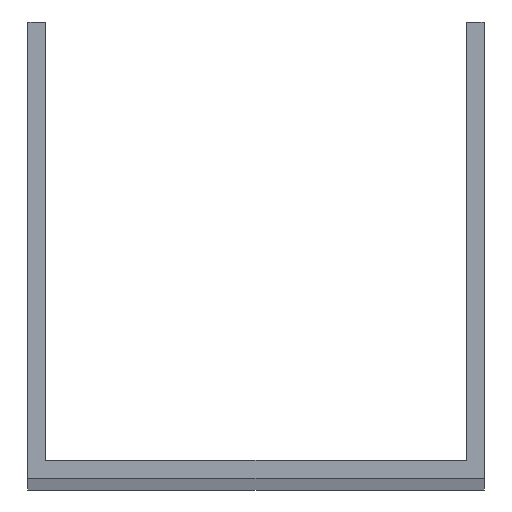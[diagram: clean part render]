
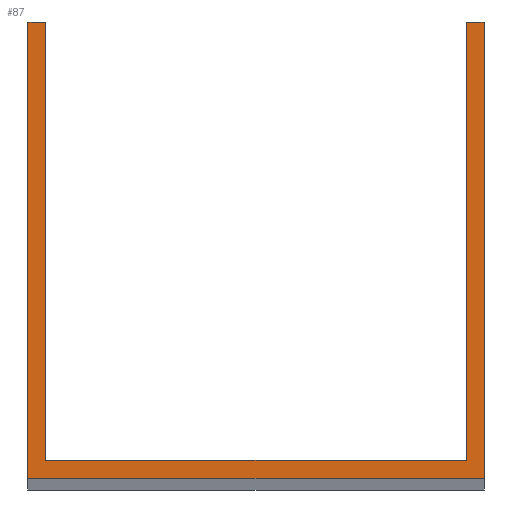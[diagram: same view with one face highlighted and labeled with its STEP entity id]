
A CAD part, top view. The second image highlights one B-rep face of the part: STEP entity #87.
In plain terms, the highlighted planar face has unit normal (0, 0, 1).
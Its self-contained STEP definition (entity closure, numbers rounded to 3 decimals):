
#12 = LINE ( 'NONE', #479, #510 ) ;
#14 = DIRECTION ( 'NONE',  ( 0., 0., 1. ) ) ;
#23 = CARTESIAN_POINT ( 'NONE',  ( 27.236, -12.515, 750. ) ) ;
#32 = VECTOR ( 'NONE', #433, 1000. ) ;
#49 = VECTOR ( 'NONE', #517, 1000. ) ;
#50 = VECTOR ( 'NONE', #582, 1000. ) ;
#54 = CARTESIAN_POINT ( 'NONE',  ( -23.564, -12.515, 750. ) ) ;
#68 = EDGE_CURVE ( 'NONE', #457, #113, #174, .T. ) ;
#76 = CARTESIAN_POINT ( 'NONE',  ( 25.236, 38.285, 750. ) ) ;
#87 = ADVANCED_FACE ( 'NONE', ( #324 ), #268, .T. ) ;
#93 = AXIS2_PLACEMENT_3D ( 'NONE', #469, #14, #160 ) ;
#101 = EDGE_CURVE ( 'NONE', #599, #493, #243, .T. ) ;
#112 = EDGE_CURVE ( 'NONE', #637, #429, #436, .T. ) ;
#113 = VERTEX_POINT ( 'NONE', #576 ) ;
#115 = DIRECTION ( 'NONE',  ( 0., -1., 0. ) ) ;
#116 = CARTESIAN_POINT ( 'NONE',  ( -23.564, 38.285, 750. ) ) ;
#123 = ORIENTED_EDGE ( 'NONE', *, *, #478, .F. ) ;
#135 = VECTOR ( 'NONE', #115, 1000. ) ;
#160 = DIRECTION ( 'NONE',  ( 1., 0., 0. ) ) ;
#169 = CARTESIAN_POINT ( 'NONE',  ( 27.236, -12.515, 750. ) ) ;
#174 = LINE ( 'NONE', #23, #219 ) ;
#178 = ORIENTED_EDGE ( 'NONE', *, *, #281, .T. ) ;
#180 = DIRECTION ( 'NONE',  ( 1., 0., 0. ) ) ;
#219 = VECTOR ( 'NONE', #633, 1000. ) ;
#223 = CARTESIAN_POINT ( 'NONE',  ( 25.236, -10.515, 750. ) ) ;
#230 = DIRECTION ( 'NONE',  ( -1., 0., 0. ) ) ;
#240 = EDGE_CURVE ( 'NONE', #468, #637, #477, .T. ) ;
#243 = LINE ( 'NONE', #76, #50 ) ;
#244 = EDGE_CURVE ( 'NONE', #429, #493, #12, .T. ) ;
#268 = PLANE ( 'NONE',  #93 ) ;
#281 = EDGE_CURVE ( 'NONE', #113, #599, #551, .T. ) ;
#290 = CARTESIAN_POINT ( 'NONE',  ( 25.236, 38.285, 750. ) ) ;
#323 = LINE ( 'NONE', #421, #49 ) ;
#324 = FACE_OUTER_BOUND ( 'NONE', #600, .T. ) ;
#351 = ORIENTED_EDGE ( 'NONE', *, *, #240, .F. ) ;
#378 = CARTESIAN_POINT ( 'NONE',  ( -23.564, 38.285, 750. ) ) ;
#412 = VECTOR ( 'NONE', #230, 1000. ) ;
#413 = ORIENTED_EDGE ( 'NONE', *, *, #625, .T. ) ;
#421 = CARTESIAN_POINT ( 'NONE',  ( -23.564, -12.515, 750. ) ) ;
#429 = VERTEX_POINT ( 'NONE', #566 ) ;
#433 = DIRECTION ( 'NONE',  ( 1., 0., 0. ) ) ;
#436 = LINE ( 'NONE', #526, #135 ) ;
#443 = LINE ( 'NONE', #487, #32 ) ;
#457 = VERTEX_POINT ( 'NONE', #169 ) ;
#463 = VERTEX_POINT ( 'NONE', #54 ) ;
#468 = VERTEX_POINT ( 'NONE', #116 ) ;
#469 = CARTESIAN_POINT ( 'NONE',  ( 0., 0., 750. ) ) ;
#477 = LINE ( 'NONE', #378, #495 ) ;
#478 = EDGE_CURVE ( 'NONE', #463, #468, #323, .T. ) ;
#479 = CARTESIAN_POINT ( 'NONE',  ( -21.564, -10.515, 750. ) ) ;
#483 = CARTESIAN_POINT ( 'NONE',  ( 27.236, 38.285, 750. ) ) ;
#487 = CARTESIAN_POINT ( 'NONE',  ( -23.564, -12.515, 750. ) ) ;
#493 = VERTEX_POINT ( 'NONE', #223 ) ;
#495 = VECTOR ( 'NONE', #584, 1000. ) ;
#510 = VECTOR ( 'NONE', #180, 1000. ) ;
#517 = DIRECTION ( 'NONE',  ( 0., 1., 0. ) ) ;
#521 = ORIENTED_EDGE ( 'NONE', *, *, #244, .F. ) ;
#526 = CARTESIAN_POINT ( 'NONE',  ( -21.564, 38.285, 750. ) ) ;
#551 = LINE ( 'NONE', #483, #412 ) ;
#566 = CARTESIAN_POINT ( 'NONE',  ( -21.564, -10.515, 750. ) ) ;
#576 = CARTESIAN_POINT ( 'NONE',  ( 27.236, 38.285, 750. ) ) ;
#582 = DIRECTION ( 'NONE',  ( 0., -1., 0. ) ) ;
#584 = DIRECTION ( 'NONE',  ( 1., 0., 0. ) ) ;
#598 = CARTESIAN_POINT ( 'NONE',  ( -21.564, 38.285, 750. ) ) ;
#599 = VERTEX_POINT ( 'NONE', #290 ) ;
#600 = EDGE_LOOP ( 'NONE', ( #413, #603, #178, #623, #521, #631, #351, #123 ) ) ;
#603 = ORIENTED_EDGE ( 'NONE', *, *, #68, .T. ) ;
#623 = ORIENTED_EDGE ( 'NONE', *, *, #101, .T. ) ;
#625 = EDGE_CURVE ( 'NONE', #463, #457, #443, .T. ) ;
#631 = ORIENTED_EDGE ( 'NONE', *, *, #112, .F. ) ;
#633 = DIRECTION ( 'NONE',  ( 0., 1., 0. ) ) ;
#637 = VERTEX_POINT ( 'NONE', #598 ) ;
